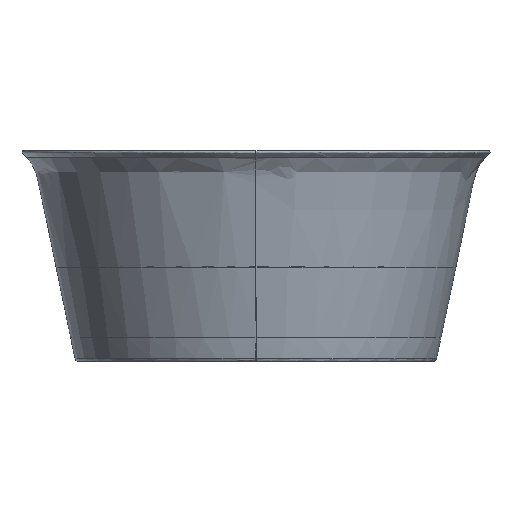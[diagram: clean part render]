
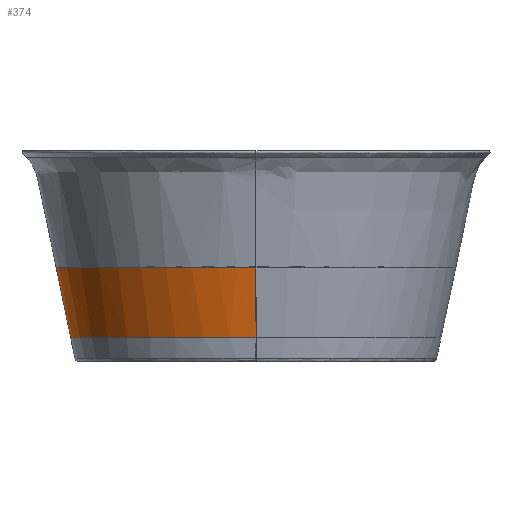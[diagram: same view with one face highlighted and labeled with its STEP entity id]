
A CAD part, left-side view. The second image highlights one B-rep face of the part: STEP entity #374.
In plain terms, the highlighted free-form (B-spline) face has degree [1, 5] with [2, 12] control points.
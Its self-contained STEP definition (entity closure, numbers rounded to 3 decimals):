
#374=ADVANCED_FACE('',(#592),#4105,.T.);
#592=FACE_OUTER_BOUND('',#810,.T.);
#810=EDGE_LOOP('',(#1049,#1050,#1051,#1052));
#1049=ORIENTED_EDGE('',*,*,#2421,.F.);
#1050=ORIENTED_EDGE('',*,*,#2427,.T.);
#1051=ORIENTED_EDGE('',*,*,#2440,.T.);
#1052=ORIENTED_EDGE('',*,*,#2428,.T.);
#2421=EDGE_CURVE('',#3597,#3598,#3112,.T.);
#2427=EDGE_CURVE('',#3597,#3602,#3118,.T.);
#2428=EDGE_CURVE('',#3603,#3598,#3119,.T.);
#2440=EDGE_CURVE('',#3602,#3603,#3131,.T.);
#3112=B_SPLINE_CURVE_WITH_KNOTS('',5,(#13577,#13578,#13579,#13580,#13581,
#13582,#13583,#13584,#13585,#13586,#13587),.UNSPECIFIED.,.F.,.F.,(6,1,1,
1,1,1,6),(3533.607,3787.178,3913.963,4040.748,4167.533,
4294.318,4547.888),.UNSPECIFIED.);
#3118=B_SPLINE_CURVE_WITH_KNOTS('',1,(#13651,#13652),.UNSPECIFIED.,.F.,
 .F.,(2,2),(-215.729,0.),.UNSPECIFIED.);
#3119=B_SPLINE_CURVE_WITH_KNOTS('',1,(#13653,#13654),.UNSPECIFIED.,.F.,
 .F.,(2,2),(0.,215.729),.UNSPECIFIED.);
#3131=B_SPLINE_CURVE_WITH_KNOTS('',5,(#13848,#13849,#13850,#13851,#13852,
#13853,#13854,#13855,#13856),.UNSPECIFIED.,.F.,.F.,(6,3,6),(-909.66,
-416.874,0.),.UNSPECIFIED.);
#3597=VERTEX_POINT('',#13430);
#3598=VERTEX_POINT('',#13431);
#3602=VERTEX_POINT('',#13435);
#3603=VERTEX_POINT('',#13436);
#4105=B_SPLINE_SURFACE_WITH_KNOTS('',1,5,((#4581,#4582,#4583,#4584,#4585,
#4586,#4587,#4588,#4589,#4590,#4591,#4592),(#4593,#4594,#4595,#4596,#4597,
#4598,#4599,#4600,#4601,#4602,#4603,#4604)),.UNSPECIFIED.,.F.,.F.,.F.,(2,
2),(6,3,3,6),(0.,215.729),(0.,284.406,587.204,
909.66),.UNSPECIFIED.);
#4581=CARTESIAN_POINT('',(-553.296,-0.001,70.));
#4582=CARTESIAN_POINT('',(-553.303,54.368,70.));
#4583=CARTESIAN_POINT('',(-546.623,108.739,70.));
#4584=CARTESIAN_POINT('',(-533.276,162.01,70.));
#4585=CARTESIAN_POINT('',(-492.538,267.509,70.));
#4586=CARTESIAN_POINT('',(-426.768,359.665,70.));
#4587=CARTESIAN_POINT('',(-386.819,402.475,70.));
#4588=CARTESIAN_POINT('',(-293.745,479.124,70.));
#4589=CARTESIAN_POINT('',(-183.495,528.464,70.));
#4590=CARTESIAN_POINT('',(-123.418,545.767,70.));
#4591=CARTESIAN_POINT('',(-61.709,554.436,70.));
#4592=CARTESIAN_POINT('',(0.,554.436,70.));
#4593=CARTESIAN_POINT('',(-597.805,0.,281.117));
#4594=CARTESIAN_POINT('',(-597.805,58.739,281.117));
#4595=CARTESIAN_POINT('',(-590.591,117.478,281.117));
#4596=CARTESIAN_POINT('',(-576.161,175.032,281.117));
#4597=CARTESIAN_POINT('',(-532.083,288.989,281.117));
#4598=CARTESIAN_POINT('',(-460.894,388.433,281.117));
#4599=CARTESIAN_POINT('',(-417.656,434.583,281.117));
#4600=CARTESIAN_POINT('',(-316.979,517.097,281.117));
#4601=CARTESIAN_POINT('',(-197.899,570.034,281.117));
#4602=CARTESIAN_POINT('',(-133.072,588.548,281.117));
#4603=CARTESIAN_POINT('',(-66.536,597.805,281.117));
#4604=CARTESIAN_POINT('',(0.,597.805,281.117));
#13430=CARTESIAN_POINT('',(0.,597.805,281.117));
#13431=CARTESIAN_POINT('',(-597.805,0.,281.117));
#13435=CARTESIAN_POINT('',(0.,554.436,70.));
#13436=CARTESIAN_POINT('',(-553.296,-0.001,70.));
#13577=CARTESIAN_POINT('',(0.,597.805,281.117));
#13578=CARTESIAN_POINT('',(-42.272,597.805,281.117));
#13579=CARTESIAN_POINT('',(-107.992,592.203,281.117));
#13580=CARTESIAN_POINT('',(-198.673,571.87,281.117));
#13581=CARTESIAN_POINT('',(-310.589,521.825,281.117));
#13582=CARTESIAN_POINT('',(-427.325,427.325,281.117));
#13583=CARTESIAN_POINT('',(-521.825,310.589,281.117));
#13584=CARTESIAN_POINT('',(-571.87,198.673,281.117));
#13585=CARTESIAN_POINT('',(-592.203,107.992,281.117));
#13586=CARTESIAN_POINT('',(-597.805,42.272,281.117));
#13587=CARTESIAN_POINT('',(-597.805,0.,281.117));
#13651=CARTESIAN_POINT('',(0.,597.805,281.117));
#13652=CARTESIAN_POINT('',(0.,554.436,70.));
#13653=CARTESIAN_POINT('',(-553.296,-0.001,70.));
#13654=CARTESIAN_POINT('',(-597.805,0.,281.117));
#13848=CARTESIAN_POINT('',(0.,554.436,70.));
#13849=CARTESIAN_POINT('',(-94.236,554.436,70.));
#13850=CARTESIAN_POINT('',(-188.471,534.22,70.));
#13851=CARTESIAN_POINT('',(-276.881,493.912,70.));
#13852=CARTESIAN_POINT('',(-419.205,387.253,70.));
#13853=CARTESIAN_POINT('',(-510.239,235.74,70.));
#13854=CARTESIAN_POINT('',(-538.934,159.482,70.));
#13855=CARTESIAN_POINT('',(-553.306,79.739,70.));
#13856=CARTESIAN_POINT('',(-553.296,-0.001,70.));
